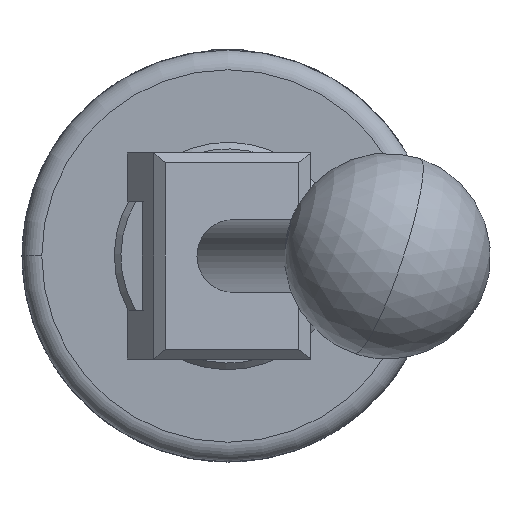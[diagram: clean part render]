
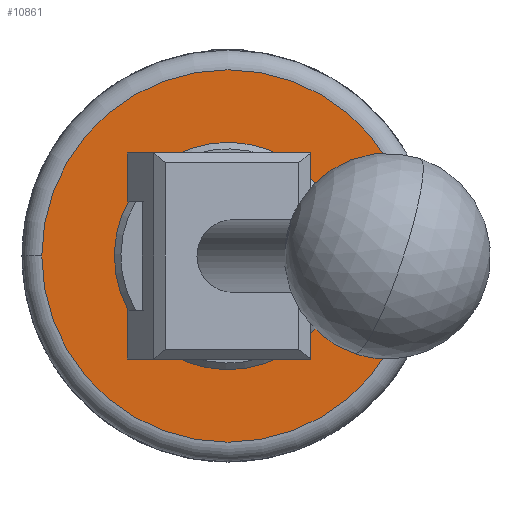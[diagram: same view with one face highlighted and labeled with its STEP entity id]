
A CAD part, front view. The second image highlights one B-rep face of the part: STEP entity #10861.
In plain terms, the highlighted planar face has unit normal (0, -1, 0).
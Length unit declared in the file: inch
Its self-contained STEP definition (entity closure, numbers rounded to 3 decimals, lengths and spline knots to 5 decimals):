
#271 = CARTESIAN_POINT ( 'NONE',  ( -0.348, 0., 0. ) ) ;
#1147 = DIRECTION ( 'NONE',  ( 1., 0., 0. ) ) ;
#1218 = DIRECTION ( 'NONE',  ( 0., -1., 0. ) ) ;
#1522 = DIRECTION ( 'NONE',  ( 0., -1., 0. ) ) ;
#2593 = ORIENTED_EDGE ( 'NONE', *, *, #12102, .T. ) ;
#3220 = CARTESIAN_POINT ( 'NONE',  ( -1.13, 0., 0. ) ) ;
#3283 = EDGE_LOOP ( 'NONE', ( #5369, #2593 ) ) ;
#3347 = DIRECTION ( 'NONE',  ( 1., 0., 0. ) ) ;
#3505 = VERTEX_POINT ( 'NONE', #271 ) ;
#3980 = DIRECTION ( 'NONE',  ( 1., 0., 0. ) ) ;
#4048 = FACE_BOUND ( 'NONE', #10542, .T. ) ;
#4381 = CARTESIAN_POINT ( 'NONE',  ( 1.13, 0., 0. ) ) ;
#4387 = VERTEX_POINT ( 'NONE', #4381 ) ;
#4462 = ORIENTED_EDGE ( 'NONE', *, *, #6166, .F. ) ;
#4509 = CIRCLE ( 'NONE', #7573, 1.13 ) ;
#5053 = ORIENTED_EDGE ( 'NONE', *, *, #12856, .F. ) ;
#5369 = ORIENTED_EDGE ( 'NONE', *, *, #10168, .T. ) ;
#6166 = EDGE_CURVE ( 'NONE', #6686, #3505, #7365, .T. ) ;
#6399 = CARTESIAN_POINT ( 'NONE',  ( 0., 0., 0. ) ) ;
#6686 = VERTEX_POINT ( 'NONE', #14633 ) ;
#6937 = AXIS2_PLACEMENT_3D ( 'NONE', #11226, #1218, #1147 ) ;
#7308 = PLANE ( 'NONE',  #8142 ) ;
#7365 = CIRCLE ( 'NONE', #12109, 0.348 ) ;
#7511 = DIRECTION ( 'NONE',  ( 0., -1., 0. ) ) ;
#7573 = AXIS2_PLACEMENT_3D ( 'NONE', #12328, #7736, #3347 ) ;
#7736 = DIRECTION ( 'NONE',  ( 0., -1., 0. ) ) ;
#8142 = AXIS2_PLACEMENT_3D ( 'NONE', #8334, #11765, #3980 ) ;
#8334 = CARTESIAN_POINT ( 'NONE',  ( 0., 0., -0.348 ) ) ;
#10168 = EDGE_CURVE ( 'NONE', #4387, #11347, #10239, .T. ) ;
#10239 = CIRCLE ( 'NONE', #6937, 1.13 ) ;
#10379 = AXIS2_PLACEMENT_3D ( 'NONE', #6399, #1522, #13157 ) ;
#10542 = EDGE_LOOP ( 'NONE', ( #4462, #5053 ) ) ;
#10861 = ADVANCED_FACE ( 'NONE', ( #14202, #4048 ), #7308, .T. ) ;
#11226 = CARTESIAN_POINT ( 'NONE',  ( 0., 0., 0. ) ) ;
#11347 = VERTEX_POINT ( 'NONE', #3220 ) ;
#11765 = DIRECTION ( 'NONE',  ( 0., -1., 0. ) ) ;
#12102 = EDGE_CURVE ( 'NONE', #11347, #4387, #4509, .T. ) ;
#12109 = AXIS2_PLACEMENT_3D ( 'NONE', #14399, #7511, #13372 ) ;
#12328 = CARTESIAN_POINT ( 'NONE',  ( 0., 0., 0. ) ) ;
#12856 = EDGE_CURVE ( 'NONE', #3505, #6686, #13718, .T. ) ;
#13157 = DIRECTION ( 'NONE',  ( 1., 0., 0. ) ) ;
#13372 = DIRECTION ( 'NONE',  ( 1., 0., 0. ) ) ;
#13718 = CIRCLE ( 'NONE', #10379, 0.348 ) ;
#14202 = FACE_OUTER_BOUND ( 'NONE', #3283, .T. ) ;
#14399 = CARTESIAN_POINT ( 'NONE',  ( 0., 0., 0. ) ) ;
#14633 = CARTESIAN_POINT ( 'NONE',  ( 0.348, 0., 0. ) ) ;
